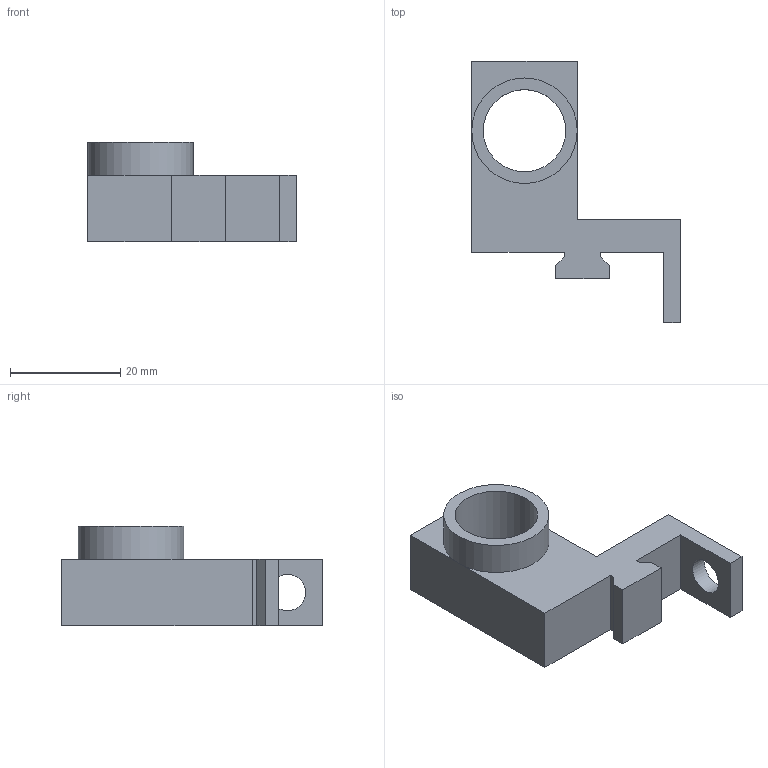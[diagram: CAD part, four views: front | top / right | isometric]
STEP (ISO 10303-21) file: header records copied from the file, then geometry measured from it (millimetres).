
FILE_DESCRIPTION(/* description */ (''),/* implementation_level */ '2;1');
FILE_NAME(/* name */ 'Vernier Light Sensor Mount.step',/* time_stamp */ '2021-01-29T12:50:46-06:00',/* author */ (''),/* organization */ (''),/* preprocessor_version */ 'ST-DEVELOPER v18.1',/* originating_system */ 'Autodesk Translation Framework v9.7.1.1290',/* authorisation */ '');
FILE_SCHEMA (('AUTOMOTIVE_DESIGN { 1 0 10303 214 3 1 1 }'));
Length unit declared in the file: millimetre
Products named in the file (1): Vernier Light Sensor Mount
Bounding box: 37.75 x 47.25 x 18 mm (x, y, z)
Volume: 8546 mm3; surface area: 4831.2 mm2
Topology: 1 solids, 1 shells, 50 faces, 142 edges, 94 vertices
Faces by surface type: plane 25, cylinder 14, bspline 10, cone 1
Full cylindrical faces by diameter (mm): 6.604 x1, 14.9 x1, 19.1 x1
Entity records: 2385 total; most frequent: CARTESIAN_POINT 1165, ORIENTED_EDGE 284, DIRECTION 183, EDGE_CURVE 142, VERTEX_POINT 94, LINE 75, VECTOR 75, EDGE_LOOP 56
